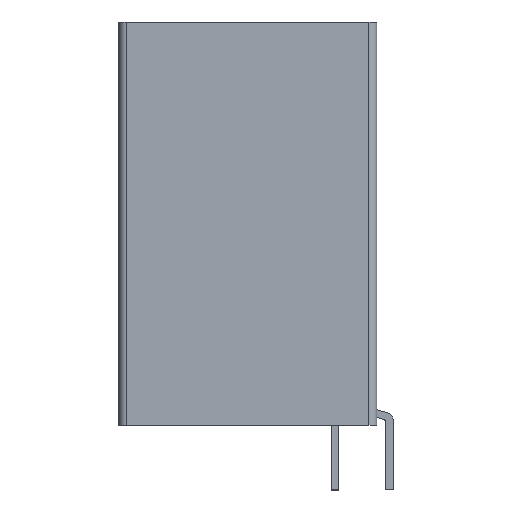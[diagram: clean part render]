
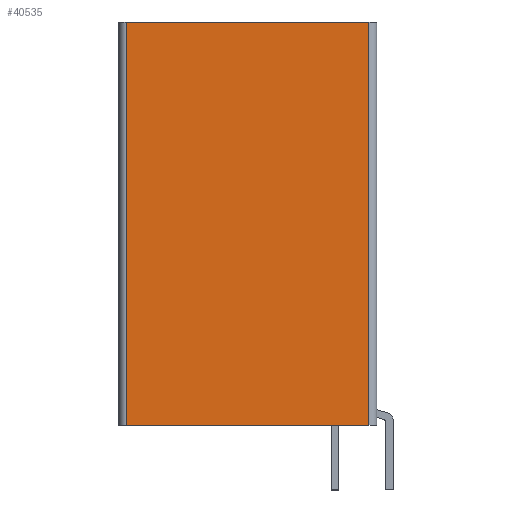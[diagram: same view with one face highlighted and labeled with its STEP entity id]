
A CAD part, left-side view. The second image highlights one B-rep face of the part: STEP entity #40535.
In plain terms, the highlighted planar face has unit normal (-1, 0, 0).
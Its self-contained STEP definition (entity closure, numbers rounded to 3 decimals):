
#3541 = PLANE('',#3542);
#3542 = AXIS2_PLACEMENT_3D('',#3543,#3544,#3545);
#3543 = CARTESIAN_POINT('',(0.,3.802,21.7));
#3544 = DIRECTION('',(0.,0.,1.));
#3545 = DIRECTION('',(1.,0.,0.));
#3595 = PLANE('',#3596);
#3596 = AXIS2_PLACEMENT_3D('',#3597,#3598,#3599);
#3597 = CARTESIAN_POINT('',(0.,3.802,-3.3));
#3598 = DIRECTION('',(0.,0.,1.));
#3599 = DIRECTION('',(1.,0.,0.));
#17002 = CYLINDRICAL_SURFACE('',#17003,0.5);
#17003 = AXIS2_PLACEMENT_3D('',#17004,#17005,#17006);
#17004 = CARTESIAN_POINT('',(-11.,-5.48,-3.3));
#17005 = DIRECTION('',(0.,0.,-1.));
#17006 = DIRECTION('',(1.,0.,0.));
#17041 = VERTEX_POINT('',#17042);
#17042 = CARTESIAN_POINT('',(-11.5,9.52,-3.3));
#17057 = CYLINDRICAL_SURFACE('',#17058,0.5);
#17058 = AXIS2_PLACEMENT_3D('',#17059,#17060,#17061);
#17059 = CARTESIAN_POINT('',(-11.,9.52,-3.3));
#17060 = DIRECTION('',(0.,0.,-1.));
#17061 = DIRECTION('',(1.,0.,0.));
#17069 = EDGE_CURVE('',#17041,#17070,#17072,.T.);
#17070 = VERTEX_POINT('',#17071);
#17071 = CARTESIAN_POINT('',(-11.5,-5.48,-3.3));
#17072 = SURFACE_CURVE('',#17073,(#17077,#17084),.PCURVE_S1.);
#17073 = LINE('',#17074,#17075);
#17074 = CARTESIAN_POINT('',(-11.5,9.52,-3.3));
#17075 = VECTOR('',#17076,1.);
#17076 = DIRECTION('',(0.,-1.,0.));
#17077 = PCURVE('',#3595,#17078);
#17078 = DEFINITIONAL_REPRESENTATION('',(#17079),#17083);
#17079 = LINE('',#17080,#17081);
#17080 = CARTESIAN_POINT('',(-11.5,5.718));
#17081 = VECTOR('',#17082,1.);
#17082 = DIRECTION('',(0.,-1.));
#17083 = ( GEOMETRIC_REPRESENTATION_CONTEXT(2) 
PARAMETRIC_REPRESENTATION_CONTEXT() REPRESENTATION_CONTEXT('2D SPACE',''
  ) );
#17084 = PCURVE('',#17085,#17090);
#17085 = PLANE('',#17086);
#17086 = AXIS2_PLACEMENT_3D('',#17087,#17088,#17089);
#17087 = CARTESIAN_POINT('',(-11.5,9.52,-3.3));
#17088 = DIRECTION('',(1.,0.,0.));
#17089 = DIRECTION('',(0.,-1.,0.));
#17090 = DEFINITIONAL_REPRESENTATION('',(#17091),#17095);
#17091 = LINE('',#17092,#17093);
#17092 = CARTESIAN_POINT('',(0.,0.));
#17093 = VECTOR('',#17094,1.);
#17094 = DIRECTION('',(1.,0.));
#17095 = ( GEOMETRIC_REPRESENTATION_CONTEXT(2) 
PARAMETRIC_REPRESENTATION_CONTEXT() REPRESENTATION_CONTEXT('2D SPACE',''
  ) );
#17996 = VERTEX_POINT('',#17997);
#17997 = CARTESIAN_POINT('',(-11.5,9.52,21.7));
#18019 = EDGE_CURVE('',#17996,#18020,#18022,.T.);
#18020 = VERTEX_POINT('',#18021);
#18021 = CARTESIAN_POINT('',(-11.5,-5.48,21.7));
#18022 = SURFACE_CURVE('',#18023,(#18027,#18034),.PCURVE_S1.);
#18023 = LINE('',#18024,#18025);
#18024 = CARTESIAN_POINT('',(-11.5,9.52,21.7));
#18025 = VECTOR('',#18026,1.);
#18026 = DIRECTION('',(0.,-1.,0.));
#18027 = PCURVE('',#3541,#18028);
#18028 = DEFINITIONAL_REPRESENTATION('',(#18029),#18033);
#18029 = LINE('',#18030,#18031);
#18030 = CARTESIAN_POINT('',(-11.5,5.718));
#18031 = VECTOR('',#18032,1.);
#18032 = DIRECTION('',(0.,-1.));
#18033 = ( GEOMETRIC_REPRESENTATION_CONTEXT(2) 
PARAMETRIC_REPRESENTATION_CONTEXT() REPRESENTATION_CONTEXT('2D SPACE',''
  ) );
#18034 = PCURVE('',#17085,#18035);
#18035 = DEFINITIONAL_REPRESENTATION('',(#18036),#18040);
#18036 = LINE('',#18037,#18038);
#18037 = CARTESIAN_POINT('',(0.,-25.));
#18038 = VECTOR('',#18039,1.);
#18039 = DIRECTION('',(1.,0.));
#18040 = ( GEOMETRIC_REPRESENTATION_CONTEXT(2) 
PARAMETRIC_REPRESENTATION_CONTEXT() REPRESENTATION_CONTEXT('2D SPACE',''
  ) );
#40465 = EDGE_CURVE('',#17070,#18020,#40466,.T.);
#40466 = SURFACE_CURVE('',#40467,(#40471,#40478),.PCURVE_S1.);
#40467 = LINE('',#40468,#40469);
#40468 = CARTESIAN_POINT('',(-11.5,-5.48,-3.3));
#40469 = VECTOR('',#40470,1.);
#40470 = DIRECTION('',(0.,0.,1.));
#40471 = PCURVE('',#17002,#40472);
#40472 = DEFINITIONAL_REPRESENTATION('',(#40473),#40477);
#40473 = LINE('',#40474,#40475);
#40474 = CARTESIAN_POINT('',(-3.142,0.));
#40475 = VECTOR('',#40476,1.);
#40476 = DIRECTION('',(0.,-1.));
#40477 = ( GEOMETRIC_REPRESENTATION_CONTEXT(2) 
PARAMETRIC_REPRESENTATION_CONTEXT() REPRESENTATION_CONTEXT('2D SPACE',''
  ) );
#40478 = PCURVE('',#17085,#40479);
#40479 = DEFINITIONAL_REPRESENTATION('',(#40480),#40484);
#40480 = LINE('',#40481,#40482);
#40481 = CARTESIAN_POINT('',(15.,0.));
#40482 = VECTOR('',#40483,1.);
#40483 = DIRECTION('',(0.,-1.));
#40484 = ( GEOMETRIC_REPRESENTATION_CONTEXT(2) 
PARAMETRIC_REPRESENTATION_CONTEXT() REPRESENTATION_CONTEXT('2D SPACE',''
  ) );
#40514 = EDGE_CURVE('',#17041,#17996,#40515,.T.);
#40515 = SURFACE_CURVE('',#40516,(#40520,#40527),.PCURVE_S1.);
#40516 = LINE('',#40517,#40518);
#40517 = CARTESIAN_POINT('',(-11.5,9.52,-3.3));
#40518 = VECTOR('',#40519,1.);
#40519 = DIRECTION('',(0.,0.,1.));
#40520 = PCURVE('',#17057,#40521);
#40521 = DEFINITIONAL_REPRESENTATION('',(#40522),#40526);
#40522 = LINE('',#40523,#40524);
#40523 = CARTESIAN_POINT('',(-3.142,0.));
#40524 = VECTOR('',#40525,1.);
#40525 = DIRECTION('',(0.,-1.));
#40526 = ( GEOMETRIC_REPRESENTATION_CONTEXT(2) 
PARAMETRIC_REPRESENTATION_CONTEXT() REPRESENTATION_CONTEXT('2D SPACE',''
  ) );
#40527 = PCURVE('',#17085,#40528);
#40528 = DEFINITIONAL_REPRESENTATION('',(#40529),#40533);
#40529 = LINE('',#40530,#40531);
#40530 = CARTESIAN_POINT('',(0.,0.));
#40531 = VECTOR('',#40532,1.);
#40532 = DIRECTION('',(0.,-1.));
#40533 = ( GEOMETRIC_REPRESENTATION_CONTEXT(2) 
PARAMETRIC_REPRESENTATION_CONTEXT() REPRESENTATION_CONTEXT('2D SPACE',''
  ) );
#40535 = ADVANCED_FACE('',(#40536),#17085,.F.);
#40536 = FACE_BOUND('',#40537,.F.);
#40537 = EDGE_LOOP('',(#40538,#40539,#40540,#40541));
#40538 = ORIENTED_EDGE('',*,*,#40514,.T.);
#40539 = ORIENTED_EDGE('',*,*,#18019,.T.);
#40540 = ORIENTED_EDGE('',*,*,#40465,.F.);
#40541 = ORIENTED_EDGE('',*,*,#17069,.F.);
